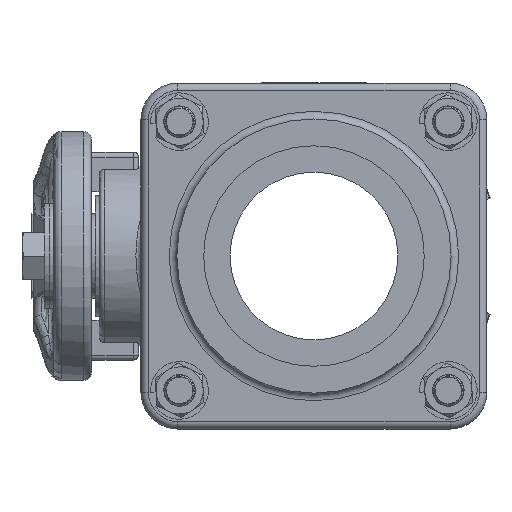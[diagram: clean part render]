
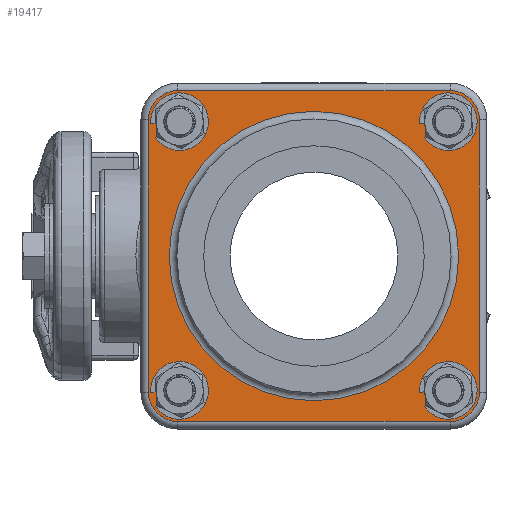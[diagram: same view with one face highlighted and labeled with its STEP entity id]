
A CAD part, left-side view. The second image highlights one B-rep face of the part: STEP entity #19417.
In plain terms, the highlighted face is planar.
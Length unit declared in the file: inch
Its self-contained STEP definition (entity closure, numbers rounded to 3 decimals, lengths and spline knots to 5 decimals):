
#632=FACE_BOUND('',#3419,.T.);
#633=FACE_BOUND('',#3420,.T.);
#634=FACE_BOUND('',#3421,.T.);
#635=FACE_BOUND('',#3422,.T.);
#636=FACE_BOUND('',#3423,.T.);
#1179=PLANE('',#21613);
#2242=FACE_OUTER_BOUND('',#3418,.T.);
#3418=EDGE_LOOP('',(#17840,#17841,#17842,#17843,#17844,#17845,#17846,#17847));
#3419=EDGE_LOOP('',(#17848));
#3420=EDGE_LOOP('',(#17849));
#3421=EDGE_LOOP('',(#17850));
#3422=EDGE_LOOP('',(#17851));
#3423=EDGE_LOOP('',(#17852,#17853));
#5386=LINE('',#36352,#6992);
#5387=LINE('',#36356,#6993);
#5388=LINE('',#36360,#6994);
#5389=LINE('',#36364,#6995);
#6992=VECTOR('',#26766,0.3937);
#6993=VECTOR('',#26769,0.3937);
#6994=VECTOR('',#26772,0.3937);
#6995=VECTOR('',#26775,0.3937);
#7736=CIRCLE('',#21538,0.219);
#7741=CIRCLE('',#21545,0.219);
#7790=CIRCLE('',#21611,1.725);
#7791=CIRCLE('',#21612,1.725);
#7792=CIRCLE('',#21614,0.35);
#7793=CIRCLE('',#21615,0.35);
#7794=CIRCLE('',#21616,0.35);
#7795=CIRCLE('',#21617,0.35);
#7796=CIRCLE('',#21618,0.219);
#7797=CIRCLE('',#21619,0.219);
#9534=VERTEX_POINT('',#36208);
#9540=VERTEX_POINT('',#36225);
#9582=VERTEX_POINT('',#36344);
#9583=VERTEX_POINT('',#36346);
#9584=VERTEX_POINT('',#36350);
#9585=VERTEX_POINT('',#36351);
#9586=VERTEX_POINT('',#36353);
#9587=VERTEX_POINT('',#36355);
#9588=VERTEX_POINT('',#36357);
#9589=VERTEX_POINT('',#36359);
#9590=VERTEX_POINT('',#36361);
#9591=VERTEX_POINT('',#36363);
#9592=VERTEX_POINT('',#36366);
#9593=VERTEX_POINT('',#36368);
#12290=EDGE_CURVE('',#9534,#9534,#7736,.T.);
#12299=EDGE_CURVE('',#9540,#9540,#7741,.T.);
#12359=EDGE_CURVE('',#9582,#9583,#7790,.T.);
#12360=EDGE_CURVE('',#9583,#9582,#7791,.T.);
#12361=EDGE_CURVE('',#9584,#9585,#5386,.T.);
#12362=EDGE_CURVE('',#9586,#9584,#7792,.T.);
#12363=EDGE_CURVE('',#9587,#9586,#5387,.T.);
#12364=EDGE_CURVE('',#9588,#9587,#7793,.T.);
#12365=EDGE_CURVE('',#9589,#9588,#5388,.T.);
#12366=EDGE_CURVE('',#9590,#9589,#7794,.T.);
#12367=EDGE_CURVE('',#9591,#9590,#5389,.T.);
#12368=EDGE_CURVE('',#9585,#9591,#7795,.T.);
#12369=EDGE_CURVE('',#9592,#9592,#7796,.T.);
#12370=EDGE_CURVE('',#9593,#9593,#7797,.T.);
#17840=ORIENTED_EDGE('',*,*,#12361,.F.);
#17841=ORIENTED_EDGE('',*,*,#12362,.F.);
#17842=ORIENTED_EDGE('',*,*,#12363,.F.);
#17843=ORIENTED_EDGE('',*,*,#12364,.F.);
#17844=ORIENTED_EDGE('',*,*,#12365,.F.);
#17845=ORIENTED_EDGE('',*,*,#12366,.F.);
#17846=ORIENTED_EDGE('',*,*,#12367,.F.);
#17847=ORIENTED_EDGE('',*,*,#12368,.F.);
#17848=ORIENTED_EDGE('',*,*,#12369,.T.);
#17849=ORIENTED_EDGE('',*,*,#12290,.T.);
#17850=ORIENTED_EDGE('',*,*,#12299,.T.);
#17851=ORIENTED_EDGE('',*,*,#12370,.T.);
#17852=ORIENTED_EDGE('',*,*,#12360,.F.);
#17853=ORIENTED_EDGE('',*,*,#12359,.F.);
#19417=ADVANCED_FACE('',(#2242,#632,#633,#634,#635,#636),#1179,.T.);
#21538=AXIS2_PLACEMENT_3D('',#36210,#26599,#26600);
#21545=AXIS2_PLACEMENT_3D('',#36227,#26617,#26618);
#21611=AXIS2_PLACEMENT_3D('',#36347,#26760,#26761);
#21612=AXIS2_PLACEMENT_3D('',#36348,#26762,#26763);
#21613=AXIS2_PLACEMENT_3D('',#36349,#26764,#26765);
#21614=AXIS2_PLACEMENT_3D('',#36354,#26767,#26768);
#21615=AXIS2_PLACEMENT_3D('',#36358,#26770,#26771);
#21616=AXIS2_PLACEMENT_3D('',#36362,#26773,#26774);
#21617=AXIS2_PLACEMENT_3D('',#36365,#26776,#26777);
#21618=AXIS2_PLACEMENT_3D('',#36367,#26778,#26779);
#21619=AXIS2_PLACEMENT_3D('',#36369,#26780,#26781);
#26599=DIRECTION('center_axis',(0.,-1.,0.));
#26600=DIRECTION('ref_axis',(1.,0.,0.));
#26617=DIRECTION('center_axis',(0.,-1.,0.));
#26618=DIRECTION('ref_axis',(1.,0.,0.));
#26760=DIRECTION('center_axis',(0.,1.,0.));
#26761=DIRECTION('ref_axis',(1.,0.,0.));
#26762=DIRECTION('center_axis',(0.,1.,0.));
#26763=DIRECTION('ref_axis',(1.,0.,0.));
#26764=DIRECTION('center_axis',(0.,1.,0.));
#26765=DIRECTION('ref_axis',(0.,0.,
1.));
#26766=DIRECTION('',(0.,0.,-1.));
#26767=DIRECTION('center_axis',(0.,-1.,0.));
#26768=DIRECTION('ref_axis',(-0.707,0.,0.707));
#26769=DIRECTION('',(-1.,0.,0.));
#26770=DIRECTION('center_axis',(0.,-1.,0.));
#26771=DIRECTION('ref_axis',(0.707,0.,0.707));
#26772=DIRECTION('',(0.,0.,1.));
#26773=DIRECTION('center_axis',(0.,-1.,0.));
#26774=DIRECTION('ref_axis',(0.707,0.,-0.707));
#26775=DIRECTION('',(1.,0.,0.));
#26776=DIRECTION('center_axis',(0.,-1.,0.));
#26777=DIRECTION('ref_axis',(-0.707,0.,-0.707));
#26778=DIRECTION('center_axis',(0.,-1.,0.));
#26779=DIRECTION('ref_axis',(1.,0.,0.));
#26780=DIRECTION('center_axis',(0.,-1.,0.));
#26781=DIRECTION('ref_axis',(1.,0.,0.));
#36208=CARTESIAN_POINT('',(-1.82095,0.72,-1.60195));
#36210=CARTESIAN_POINT('Origin',(-1.60195,0.72,-1.60195));
#36225=CARTESIAN_POINT('',(-1.82095,0.72,1.60195));
#36227=CARTESIAN_POINT('Origin',(-1.60195,0.72,1.60195));
#36344=CARTESIAN_POINT('',(0.,0.72,1.725));
#36346=CARTESIAN_POINT('',(-1.725,0.72,0.));
#36347=CARTESIAN_POINT('Origin',(0.,0.72,0.));
#36348=CARTESIAN_POINT('Origin',(0.,0.72,0.));
#36349=CARTESIAN_POINT('Origin',(0.,0.72,0.));
#36350=CARTESIAN_POINT('',(-1.9725,0.72,1.6225));
#36351=CARTESIAN_POINT('',(-1.9725,0.72,-1.6225));
#36352=CARTESIAN_POINT('',(-1.9725,0.72,1.03125));
#36353=CARTESIAN_POINT('',(-1.6225,0.72,1.9725));
#36354=CARTESIAN_POINT('Origin',(-1.6225,0.72,1.6225));
#36355=CARTESIAN_POINT('',(1.6225,0.72,1.9725));
#36356=CARTESIAN_POINT('',(1.03125,0.72,1.9725));
#36357=CARTESIAN_POINT('',(1.9725,0.72,1.6225));
#36358=CARTESIAN_POINT('Origin',(1.6225,0.72,1.6225));
#36359=CARTESIAN_POINT('',(1.9725,0.72,-1.6225));
#36360=CARTESIAN_POINT('',(1.9725,0.72,-1.03125));
#36361=CARTESIAN_POINT('',(1.6225,0.72,-1.9725));
#36362=CARTESIAN_POINT('Origin',(1.6225,0.72,-1.6225));
#36363=CARTESIAN_POINT('',(-1.6225,0.72,-1.9725));
#36364=CARTESIAN_POINT('',(-1.03125,0.72,-1.9725));
#36365=CARTESIAN_POINT('Origin',(-1.6225,0.72,-1.6225));
#36366=CARTESIAN_POINT('',(1.38295,0.72,-1.60195));
#36367=CARTESIAN_POINT('Origin',(1.60195,0.72,-1.60195));
#36368=CARTESIAN_POINT('',(1.38295,0.72,1.60195));
#36369=CARTESIAN_POINT('Origin',(1.60195,0.72,1.60195));
